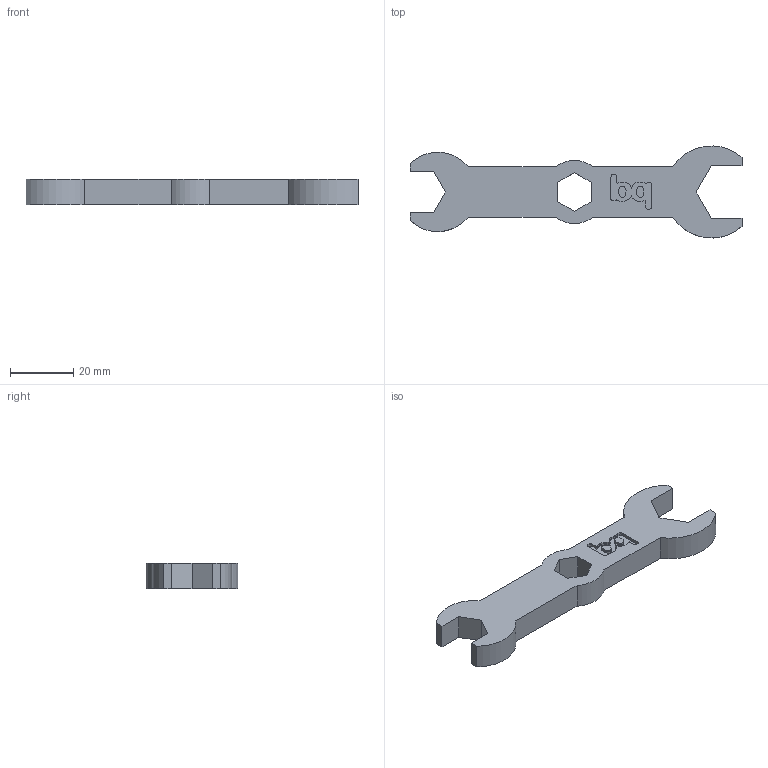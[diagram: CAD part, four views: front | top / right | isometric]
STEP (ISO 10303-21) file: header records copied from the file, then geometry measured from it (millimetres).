
FILE_DESCRIPTION(('FreeCAD Model'),'2;1');
FILE_NAME( 'hex-key.stp', '2014-11-23T11:22:15',('FreeCAD'),('FreeCAD'), 'Open CASCADE STEP processor 6.7','FreeCAD','Unknown');
FILE_SCHEMA(('AUTOMOTIVE_DESIGN_CC2 { 1 2 10303 214 -1 1 5 4 }'));
Products named in the file (1): Hex-key
Bounding box: 104.6 x 28.98 x 8 mm (x, y, z)
Volume: 12789.6 mm3; surface area: 5978 mm2
Topology: 1 solids, 1 shells, 183 faces, 534 edges, 356 vertices
Faces by surface type: extrusion 150, plane 27, cylinder 6
Entity records: 56845 total; most frequent: CARTESIAN_POINT 47604, DIRECTION 1070, ORIENTED_EDGE 1068, PCURVE 1068, DEFINITIONAL_REPRESENTATION 1068, VECTOR 966, B_SPLINE_CURVE_WITH_KNOTS 912, LINE 816
